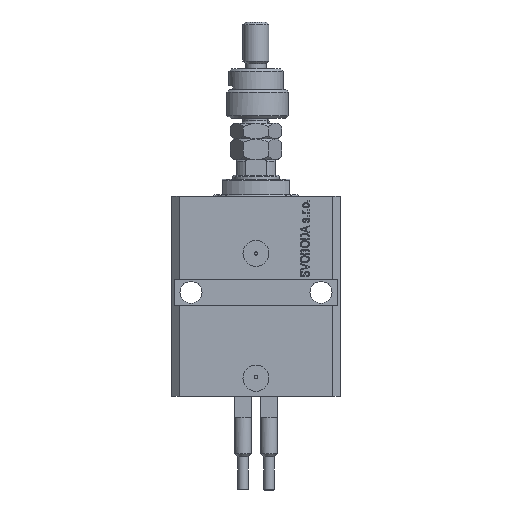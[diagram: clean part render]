
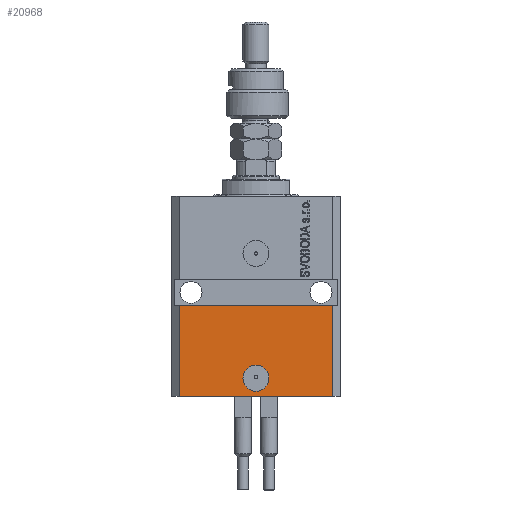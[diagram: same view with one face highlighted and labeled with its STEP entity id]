
A CAD part, front view. The second image highlights one B-rep face of the part: STEP entity #20968.
In plain terms, the highlighted planar face has unit normal (0, -1, 0).
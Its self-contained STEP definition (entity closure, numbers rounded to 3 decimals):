
#156 = ORIENTED_EDGE ( 'NONE', *, *, #13578, .F. ) ;
#1384 = DIRECTION ( 'NONE',  ( 1., 0., 0. ) ) ;
#1696 = LINE ( 'NONE', #25835, #46848 ) ;
#2641 = DIRECTION ( 'NONE',  ( 1., 0., 0. ) ) ;
#3824 = DIRECTION ( 'NONE',  ( 1., 0., 0. ) ) ;
#4788 = AXIS2_PLACEMENT_3D ( 'NONE', #22156, #18565, #2641 ) ;
#5583 = AXIS2_PLACEMENT_3D ( 'NONE', #28608, #36057, #1384 ) ;
#6436 = CIRCLE ( 'NONE', #4788, 5. ) ;
#6787 = AXIS2_PLACEMENT_3D ( 'NONE', #31070, #7191, #15656 ) ;
#7085 = EDGE_CURVE ( 'NONE', #19411, #27896, #11530, .T. ) ;
#7191 = DIRECTION ( 'NONE',  ( 0., -1., 0. ) ) ;
#8186 = CARTESIAN_POINT ( 'NONE',  ( -29.5, -22.5, -77. ) ) ;
#9820 = CARTESIAN_POINT ( 'NONE',  ( 29.5, -22.5, -77. ) ) ;
#11530 = LINE ( 'NONE', #8186, #32418 ) ;
#12537 = CARTESIAN_POINT ( 'NONE',  ( -29.5, -22.5, -77. ) ) ;
#12946 = FACE_OUTER_BOUND ( 'NONE', #26796, .T. ) ;
#13322 = ORIENTED_EDGE ( 'NONE', *, *, #29703, .F. ) ;
#13578 = EDGE_CURVE ( 'NONE', #49572, #25794, #25168, .T. ) ;
#14435 = DIRECTION ( 'NONE',  ( 0., 0., 1. ) ) ;
#15656 = DIRECTION ( 'NONE',  ( 1., 0., 0. ) ) ;
#17518 = LINE ( 'NONE', #9820, #38703 ) ;
#18565 = DIRECTION ( 'NONE',  ( 0., -1., 0. ) ) ;
#19411 = VERTEX_POINT ( 'NONE', #12537 ) ;
#19990 = ORIENTED_EDGE ( 'NONE', *, *, #21473, .F. ) ;
#20642 = FACE_BOUND ( 'NONE', #32822, .T. ) ;
#20968 = ADVANCED_FACE ( 'NONE', ( #20642, #12946 ), #29110, .T. ) ;
#21473 = EDGE_CURVE ( 'NONE', #49153, #37562, #6436, .T. ) ;
#21516 = CIRCLE ( 'NONE', #6787, 5. ) ;
#22156 = CARTESIAN_POINT ( 'NONE',  ( 0., -22.5, -70. ) ) ;
#24244 = CARTESIAN_POINT ( 'NONE',  ( 29.5, -22.5, -77. ) ) ;
#25168 = LINE ( 'NONE', #36232, #48004 ) ;
#25794 = VERTEX_POINT ( 'NONE', #47554 ) ;
#25835 = CARTESIAN_POINT ( 'NONE',  ( -29.5, -22.5, -77. ) ) ;
#26796 = EDGE_LOOP ( 'NONE', ( #156, #13322, #47772, #30944 ) ) ;
#27896 = VERTEX_POINT ( 'NONE', #24244 ) ;
#28600 = CARTESIAN_POINT ( 'NONE',  ( -29.5, -22.5, -42. ) ) ;
#28608 = CARTESIAN_POINT ( 'NONE',  ( -29.5, -22.5, -77. ) ) ;
#29110 = PLANE ( 'NONE',  #5583 ) ;
#29703 = EDGE_CURVE ( 'NONE', #19411, #49572, #1696, .T. ) ;
#30944 = ORIENTED_EDGE ( 'NONE', *, *, #43430, .T. ) ;
#31070 = CARTESIAN_POINT ( 'NONE',  ( 0., -22.5, -70. ) ) ;
#32418 = VECTOR ( 'NONE', #3824, 1000. ) ;
#32822 = EDGE_LOOP ( 'NONE', ( #19990, #49491 ) ) ;
#32872 = DIRECTION ( 'NONE',  ( 1., 0., 0. ) ) ;
#36057 = DIRECTION ( 'NONE',  ( 0., -1., 0. ) ) ;
#36232 = CARTESIAN_POINT ( 'NONE',  ( -32.5, -22.5, -42. ) ) ;
#36781 = EDGE_CURVE ( 'NONE', #37562, #49153, #21516, .T. ) ;
#37562 = VERTEX_POINT ( 'NONE', #42406 ) ;
#38703 = VECTOR ( 'NONE', #14435, 1000. ) ;
#40226 = CARTESIAN_POINT ( 'NONE',  ( 5., -22.5, -70. ) ) ;
#42406 = CARTESIAN_POINT ( 'NONE',  ( -5., -22.5, -70. ) ) ;
#43430 = EDGE_CURVE ( 'NONE', #27896, #25794, #17518, .T. ) ;
#46848 = VECTOR ( 'NONE', #49476, 1000. ) ;
#47554 = CARTESIAN_POINT ( 'NONE',  ( 29.5, -22.5, -42. ) ) ;
#47772 = ORIENTED_EDGE ( 'NONE', *, *, #7085, .T. ) ;
#48004 = VECTOR ( 'NONE', #32872, 1000. ) ;
#49153 = VERTEX_POINT ( 'NONE', #40226 ) ;
#49476 = DIRECTION ( 'NONE',  ( 0., 0., 1. ) ) ;
#49491 = ORIENTED_EDGE ( 'NONE', *, *, #36781, .F. ) ;
#49572 = VERTEX_POINT ( 'NONE', #28600 ) ;
